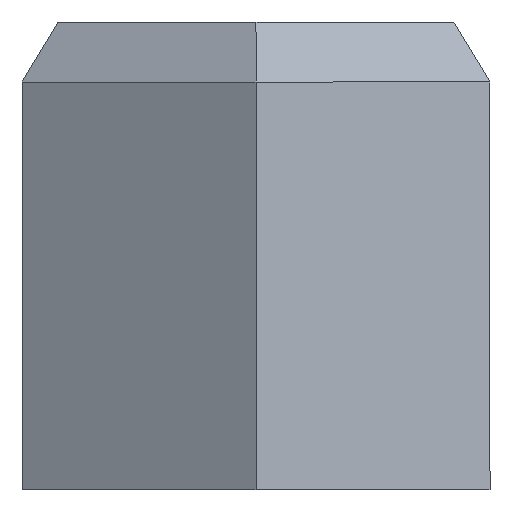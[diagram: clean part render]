
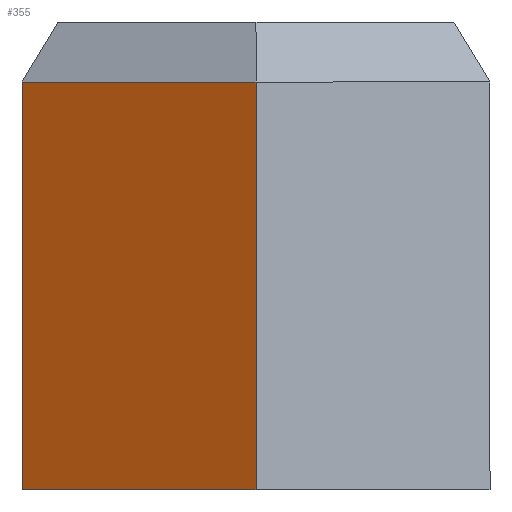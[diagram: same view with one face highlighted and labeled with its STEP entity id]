
A CAD part, front view. The second image highlights one B-rep face of the part: STEP entity #355.
In plain terms, the highlighted planar face has unit normal (-0.5, -0.866, 0).
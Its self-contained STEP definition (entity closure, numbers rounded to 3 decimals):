
#23=FACE_OUTER_BOUND('',#43,.T.);
#43=EDGE_LOOP('',(#257,#258,#259,#260));
#72=LINE('',#523,#120);
#77=LINE('',#532,#125);
#78=LINE('',#534,#126);
#79=LINE('',#535,#127);
#120=VECTOR('',#428,10.);
#125=VECTOR('',#437,10.);
#126=VECTOR('',#438,10.);
#127=VECTOR('',#439,10.);
#164=VERTEX_POINT('',#518);
#165=VERTEX_POINT('',#522);
#167=VERTEX_POINT('',#531);
#168=VERTEX_POINT('',#533);
#198=EDGE_CURVE('',#165,#164,#72,.T.);
#203=EDGE_CURVE('',#165,#167,#77,.F.);
#204=EDGE_CURVE('',#168,#167,#78,.T.);
#205=EDGE_CURVE('',#164,#168,#79,.F.);
#257=ORIENTED_EDGE('',*,*,#198,.F.);
#258=ORIENTED_EDGE('',*,*,#203,.T.);
#259=ORIENTED_EDGE('',*,*,#204,.F.);
#260=ORIENTED_EDGE('',*,*,#205,.F.);
#335=PLANE('',#389);
#355=ADVANCED_FACE('',(#23),#335,.T.);
#389=AXIS2_PLACEMENT_3D('',#530,#435,#436);
#428=DIRECTION('',(0.866,-0.5,0.));
#435=DIRECTION('center_axis',(-0.5,-0.866,0.));
#436=DIRECTION('ref_axis',(0.866,-0.5,0.));
#437=DIRECTION('',(0.,0.,1.));
#438=DIRECTION('',(-0.866,0.5,0.));
#439=DIRECTION('',(0.,0.,1.));
#518=CARTESIAN_POINT('',(0.,-4.503,7.616));
#522=CARTESIAN_POINT('',(-3.9,-2.252,7.616));
#523=CARTESIAN_POINT('',(-2.95,-2.8,7.616));
#530=CARTESIAN_POINT('Origin',(-3.95,-2.223,2.216));
#531=CARTESIAN_POINT('',(-3.9,-2.252,0.816));
#532=CARTESIAN_POINT('',(-3.9,-2.252,2.216));
#533=CARTESIAN_POINT('',(0.,-4.503,0.816));
#534=CARTESIAN_POINT('',(-2.95,-2.8,0.816));
#535=CARTESIAN_POINT('',(0.,-4.503,2.216));
